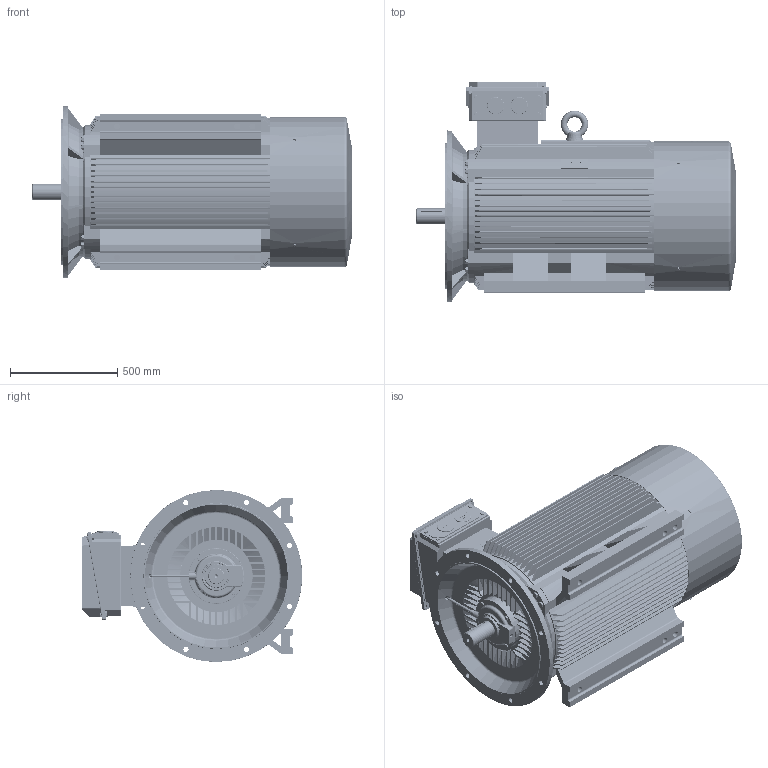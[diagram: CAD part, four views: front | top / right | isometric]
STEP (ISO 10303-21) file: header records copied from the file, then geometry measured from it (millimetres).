
FILE_DESCRIPTION (( 'STEP AP203' ), '1' );
FILE_NAME ('Y2-355L-2 B35蚾饜极(BUSCK).STEP', '2019-03-13T01:12:03', ( 'abc' ), ( '' ), 'SwSTEP 2.0', 'SolidWorks 2008', '' );
FILE_SCHEMA (( 'CONFIG_CONTROL_DESIGN' ));
Length unit declared in the file: millimetre
Products named in the file (26): 铜油嘴_默认; M10-90_默认; 扣塞_默认; 355-2后端盖_默认; 355-2后轴承外盖_默认; TC 355斜面接线盒座_默认; TC 355接线盒（BUSCK)_默认; TC 355斜面接线盒盖垫_默认; M10X25_默认; Y2-355L-2 B35蚾饜极(BUSCK); 355机壳_默认; 355L-2 转轴_默认; 355-4风叶_默认; 355铭牌_默认; ｷ釁ﾖﾂﾝｶ､ｼﾓｵ貳ｬ_ﾄｬﾈﾏ; M36吊环_默认; 355-4油管_默认; M16_默认; 355-2前轴承外盖_默认; 355-2 B5法兰_默认; 355-2油封_默认; 355-2风罩_默认; TC 355斜面接线盒盖_默认; 355螺套板_默认; TC 355 螺套板垫_默认; M63螺塞_默认
Assembly tree (49 placements, depth 3):
  Y2-355L-2 B35蚾饜极(BUSCK)
    M36吊环_默认
    M16_默认  x8
    355L-2 转轴_默认
    355-2后端盖_默认
    355-2后轴承外盖_默认
    M10-90_默认  x4
    355-2油封_默认  x2
    355-2风罩_默认
    355机壳_默认
    铜油嘴_默认  x2
    355-4油管_默认  x2
    TC 355接线盒（BUSCK)_默认
      M10X25_默认  x8
      TC 355斜面接线盒座_默认
      355螺套板_默认
      TC 355 螺套板垫_默认
      TC 355斜面接线盒盖_默认
      TC 355斜面接线盒盖垫_默认
      M63螺塞_默认  x2
    355-2前轴承外盖_默认
    ｷ釁ﾖﾂﾝｶ､ｼﾓｵ貳ｬ_ﾄｬﾈﾏ  x4
    扣塞_默认
    355-2 B5法兰_默认
    355-4风叶_默认
    355铭牌_默认
Bounding box: 1486 x 1026.55 x 800 mm (x, y, z)
Volume: 126858505.2 mm3; surface area: 16799350.3 mm2
Topology: 52 solids, 52 shells, 8947 faces, 25456 edges, 16721 vertices
Faces by surface type: plane 4247, cylinder 3509, torus 451, cone 365, bspline 339, sphere 36
Entity records: 299159 total; most frequent: CARTESIAN_POINT 74861, ORIENTED_EDGE 47382, DIRECTION 45299, EDGE_CURVE 23691, AXIS2_PLACEMENT_3D 15940, VERTEX_POINT 15589, VECTOR 13419, LINE 13419
